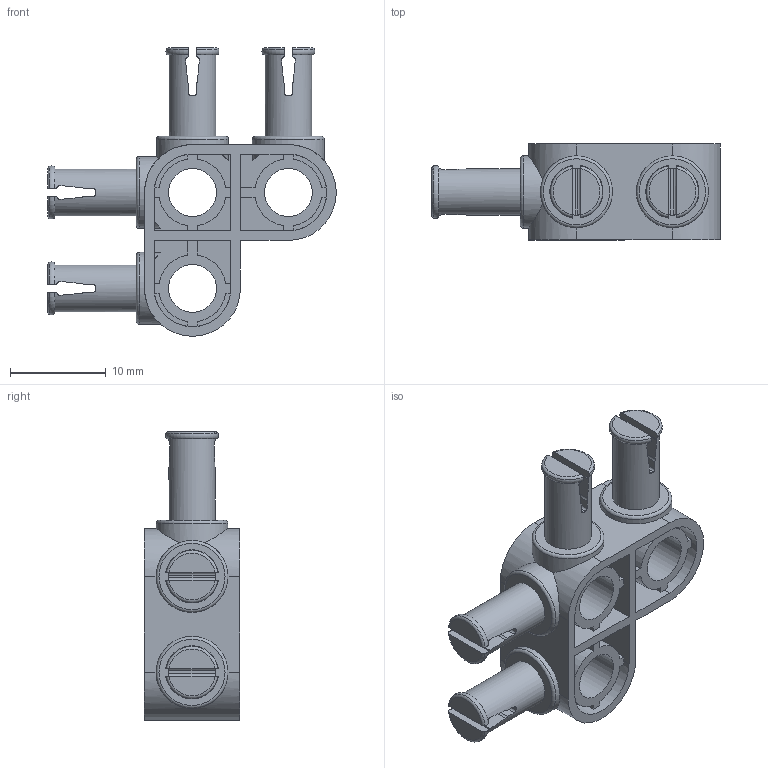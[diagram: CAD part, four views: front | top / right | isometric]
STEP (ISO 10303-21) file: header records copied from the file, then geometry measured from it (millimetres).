
FILE_DESCRIPTION(/* description */ (''),/* implementation_level */ '2;1');
FILE_NAME(/* name */ 'CT2x2.stp',/* time_stamp */ '2019-03-13T12:20:39+01:00',/* author */ ('Varga Daniel'),/* organization */ (''),/* preprocessor_version */ 'ST-DEVELOPER v17.2',/* originating_system */ 'Autodesk Inventor 2019',/* authorisation */ '');
FILE_SCHEMA (('AUTOMOTIVE_DESIGN { 1 0 10303 214 3 1 1 }'));
Length unit declared in the file: millimetre
Products named in the file (1): CT2x2
Bounding box: 30.1 x 10 x 30.1 mm (x, y, z)
Volume: 2221 mm3; surface area: 3626.3 mm2
Topology: 1 solids, 1 shells, 265 faces, 767 edges, 514 vertices
Faces by surface type: plane 152, cylinder 93, torus 20
Full cylindrical faces by diameter (mm): 4.875 x4, 5 x3, 7.5 x4
Entity records: 9848 total; most frequent: CARTESIAN_POINT 2538, ORIENTED_EDGE 1534, DIRECTION 1394, EDGE_CURVE 767, VERTEX_POINT 514, AXIS2_PLACEMENT_3D 471, LINE 452, VECTOR 452
